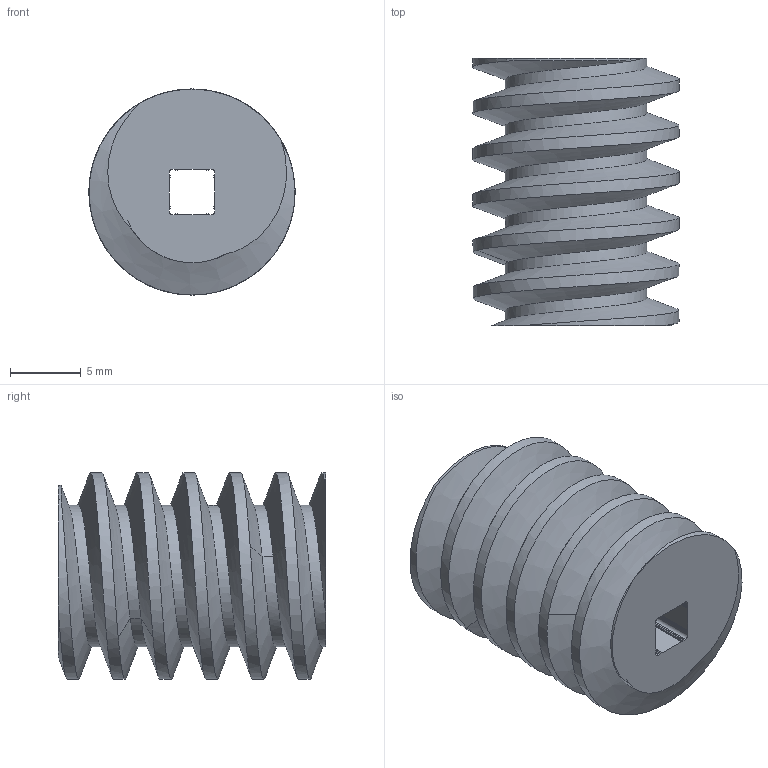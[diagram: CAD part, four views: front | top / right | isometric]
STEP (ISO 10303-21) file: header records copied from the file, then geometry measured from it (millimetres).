
FILE_DESCRIPTION(/* description */ (''),/* implementation_level */ '2;1');
FILE_NAME(/* name */ 'Worm Gear.ipt.step',/* time_stamp */ '2020-04-16T22:57:43-04:00',/* author */ ('Jordan'),/* organization */ (''),/* preprocessor_version */ 'ST-DEVELOPER v17',/* originating_system */ 'Autodesk Inventor 2019',/* authorisation */ '');
FILE_SCHEMA (('AUTOMOTIVE_DESIGN { 1 0 10303 214 3 1 1 }'));
Length unit declared in the file: inch
Products named in the file (1): Worm Gear
Bounding box: 14.58 x 18.9 x 14.58 mm (x, y, z)
Volume: 2105.2 mm3; surface area: 1914.2 mm2
Topology: 1 solids, 1 shells, 92 faces, 276 edges, 186 vertices
Faces by surface type: plane 54, cylinder 28, bspline 10
Full cylindrical faces by diameter (mm): 14.582 x5
Entity records: 5401 total; most frequent: CARTESIAN_POINT 2934, ORIENTED_EDGE 552, DIRECTION 445, EDGE_CURVE 276, VERTEX_POINT 186, LINE 185, VECTOR 185, AXIS2_PLACEMENT_3D 130
